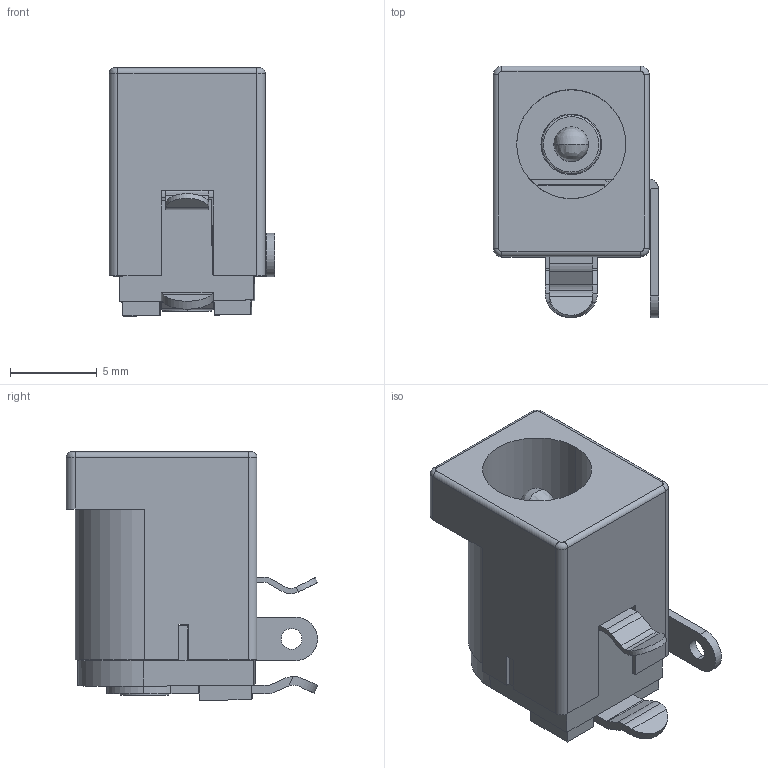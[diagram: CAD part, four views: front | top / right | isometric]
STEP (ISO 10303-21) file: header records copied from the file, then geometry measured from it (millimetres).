
FILE_DESCRIPTION (( 'STEP AP214' ), '1' );
FILE_NAME ('DCJ200-10-A-K1-K_revA.STEP', '2018-11-01T08:26:29', ( '' ), ( '' ), 'SwSTEP 2.0', 'SolidWorks 2016', '' );
FILE_SCHEMA (( 'AUTOMOTIVE_DESIGN' ));
Length unit declared in the file: millimetre
Products named in the file (7): DCJ200-10-A-K1-K_revA; DCJ200-10-cover-black; DCJ200-10-housing-black; DCJ200-10-99K; DCJ200-10-02; DCJ200-10-03; DCJ200-10-01
Assembly tree (6 placements, depth 2):
  DCJ200-10-A-K1-K_revA
    DCJ200-10-01
    DCJ200-10-03
    DCJ200-10-02
    DCJ200-10-99K
    DCJ200-10-housing-black
    DCJ200-10-cover-black
Bounding box: 9.55 x 14.51 x 14.33 mm (x, y, z)
Volume: 745 mm3; surface area: 1694.6 mm2
Topology: 6 solids, 6 shells, 227 faces, 581 edges, 367 vertices
Faces by surface type: plane 125, cylinder 76, bspline 14, torus 10, cone 2
Entity records: 7643 total; most frequent: CARTESIAN_POINT 1881, ORIENTED_EDGE 1150, DIRECTION 1130, EDGE_CURVE 575, VECTOR 380, LINE 380, AXIS2_PLACEMENT_3D 375, VERTEX_POINT 367
